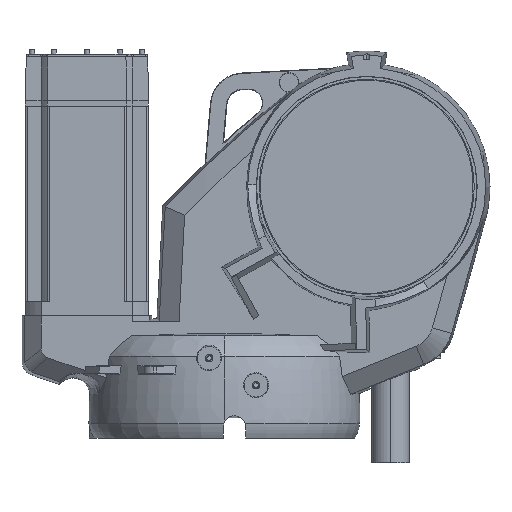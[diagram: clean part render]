
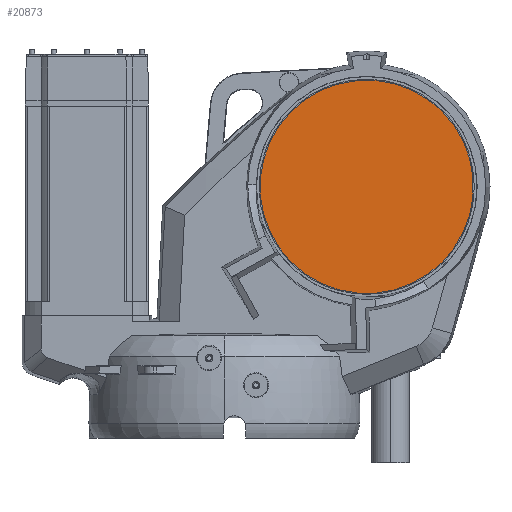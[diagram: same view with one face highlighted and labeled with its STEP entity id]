
A CAD part, front view. The second image highlights one B-rep face of the part: STEP entity #20873.
In plain terms, the highlighted planar face has unit normal (0, -1, 0).
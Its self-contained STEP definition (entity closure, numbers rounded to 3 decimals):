
#1167 = CARTESIAN_POINT ( 'NONE',  ( 48.04, -145.4, 397.455 ) ) ;
#2725 = DIRECTION ( 'NONE',  ( 0., 1., 0. ) ) ;
#3282 = AXIS2_PLACEMENT_3D ( 'NONE', #7974, #22097, #9992 ) ;
#5783 = ORIENTED_EDGE ( 'NONE', *, *, #12363, .T. ) ;
#7386 = DIRECTION ( 'NONE',  ( 0.906, 0., 0.423 ) ) ;
#7974 = CARTESIAN_POINT ( 'NONE',  ( 150., -145.4, 445. ) ) ;
#7990 = EDGE_LOOP ( 'NONE', ( #19907, #5783 ) ) ;
#9084 = DIRECTION ( 'NONE',  ( 0., -1., 0. ) ) ;
#9614 = EDGE_CURVE ( 'NONE', #19291, #16924, #20799, .T. ) ;
#9992 = DIRECTION ( 'NONE',  ( 0.906, 0., 0.423 ) ) ;
#11472 = CIRCLE ( 'NONE', #14377, 112.5 ) ;
#12363 = EDGE_CURVE ( 'NONE', #16924, #19291, #11472, .T. ) ;
#14021 = AXIS2_PLACEMENT_3D ( 'NONE', #24933, #2725, #24753 ) ;
#14377 = AXIS2_PLACEMENT_3D ( 'NONE', #25593, #9084, #7386 ) ;
#16924 = VERTEX_POINT ( 'NONE', #1167 ) ;
#19291 = VERTEX_POINT ( 'NONE', #23776 ) ;
#19907 = ORIENTED_EDGE ( 'NONE', *, *, #9614, .T. ) ;
#20799 = CIRCLE ( 'NONE', #3282, 112.5 ) ;
#20873 = ADVANCED_FACE ( 'NONE', ( #21921 ), #20876, .F. ) ;
#20876 = PLANE ( 'NONE',  #14021 ) ;
#21921 = FACE_OUTER_BOUND ( 'NONE', #7990, .T. ) ;
#22097 = DIRECTION ( 'NONE',  ( 0., -1., 0. ) ) ;
#23776 = CARTESIAN_POINT ( 'NONE',  ( 251.96, -145.4, 492.545 ) ) ;
#24753 = DIRECTION ( 'NONE',  ( -0.906, 0., -0.423 ) ) ;
#24933 = CARTESIAN_POINT ( 'NONE',  ( 263.914, -145.4, 403.494 ) ) ;
#25593 = CARTESIAN_POINT ( 'NONE',  ( 150., -145.4, 445. ) ) ;
